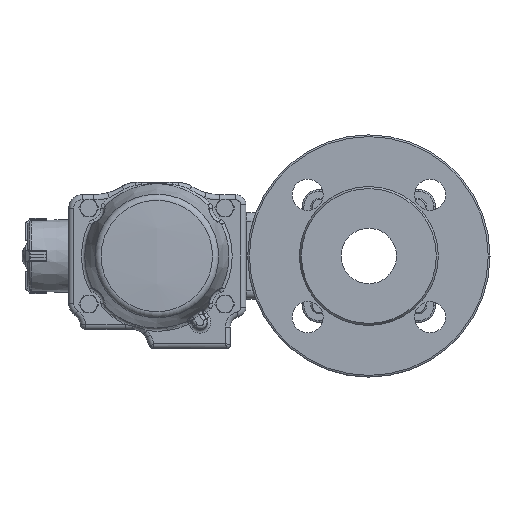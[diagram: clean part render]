
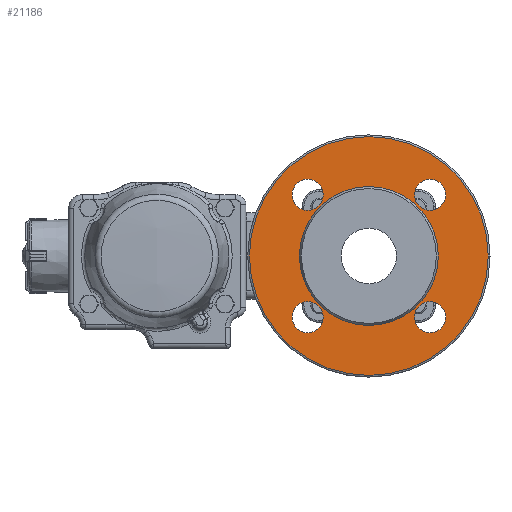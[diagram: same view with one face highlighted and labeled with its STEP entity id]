
A CAD part, left-side view. The second image highlights one B-rep face of the part: STEP entity #21186.
In plain terms, the highlighted planar face has unit normal (-1, 0, 0).
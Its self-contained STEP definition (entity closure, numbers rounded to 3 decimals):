
#860=PLANE('',#22920);
#1576=CIRCLE('',#22921,69.);
#1577=CIRCLE('',#22922,40.13);
#1578=CIRCLE('',#22923,9.);
#1579=CIRCLE('',#22924,9.);
#1580=CIRCLE('',#22925,9.);
#1581=CIRCLE('',#22926,9.);
#7357=ORIENTED_EDGE('',*,*,#12739,.T.);
#7358=ORIENTED_EDGE('',*,*,#12740,.F.);
#7359=ORIENTED_EDGE('',*,*,#12741,.F.);
#7360=ORIENTED_EDGE('',*,*,#12742,.F.);
#7361=ORIENTED_EDGE('',*,*,#12743,.F.);
#7362=ORIENTED_EDGE('',*,*,#12744,.F.);
#12739=EDGE_CURVE('',#15422,#15422,#1576,.T.);
#12740=EDGE_CURVE('',#15423,#15423,#1577,.T.);
#12741=EDGE_CURVE('',#15424,#15424,#1578,.T.);
#12742=EDGE_CURVE('',#15425,#15425,#1579,.T.);
#12743=EDGE_CURVE('',#15426,#15426,#1580,.T.);
#12744=EDGE_CURVE('',#15427,#15427,#1581,.T.);
#15422=VERTEX_POINT('',#53078);
#15423=VERTEX_POINT('',#53080);
#15424=VERTEX_POINT('',#53082);
#15425=VERTEX_POINT('',#53084);
#15426=VERTEX_POINT('',#53086);
#15427=VERTEX_POINT('',#53088);
#17837=EDGE_LOOP('',(#7357));
#17838=EDGE_LOOP('',(#7358));
#17839=EDGE_LOOP('',(#7359));
#17840=EDGE_LOOP('',(#7360));
#17841=EDGE_LOOP('',(#7361));
#17842=EDGE_LOOP('',(#7362));
#19469=FACE_BOUND('',#17837,.T.);
#19470=FACE_BOUND('',#17838,.T.);
#19471=FACE_BOUND('',#17839,.T.);
#19472=FACE_BOUND('',#17840,.T.);
#19473=FACE_BOUND('',#17841,.T.);
#19474=FACE_BOUND('',#17842,.T.);
#21186=ADVANCED_FACE('',(#19469,#19470,#19471,#19472,#19473,#19474),#860,
 .F.);
#22920=AXIS2_PLACEMENT_3D('',#53076,#26178,#26179);
#22921=AXIS2_PLACEMENT_3D('',#53077,#26180,#26181);
#22922=AXIS2_PLACEMENT_3D('',#53079,#26182,#26183);
#22923=AXIS2_PLACEMENT_3D('',#53081,#26184,#26185);
#22924=AXIS2_PLACEMENT_3D('',#53083,#26186,#26187);
#22925=AXIS2_PLACEMENT_3D('',#53085,#26188,#26189);
#22926=AXIS2_PLACEMENT_3D('',#53087,#26190,#26191);
#26178=DIRECTION('',(1.,0.,0.));
#26179=DIRECTION('',(0.,0.,-1.));
#26180=DIRECTION('',(-1.,0.,0.));
#26181=DIRECTION('',(0.,0.,1.));
#26182=DIRECTION('',(-1.,0.,0.));
#26183=DIRECTION('',(0.,0.,1.));
#26184=DIRECTION('',(-1.,0.,0.));
#26185=DIRECTION('',(0.,0.,-1.));
#26186=DIRECTION('',(-1.,0.,0.));
#26187=DIRECTION('',(0.,0.,-1.));
#26188=DIRECTION('',(-1.,0.,0.));
#26189=DIRECTION('',(0.,0.,-1.));
#26190=DIRECTION('',(-1.,0.,0.));
#26191=DIRECTION('',(0.,0.,-1.));
#53076=CARTESIAN_POINT('',(432.126,495.543,0.));
#53077=CARTESIAN_POINT('',(432.126,648.178,0.));
#53078=CARTESIAN_POINT('',(432.126,648.178,69.));
#53079=CARTESIAN_POINT('',(432.126,648.178,0.));
#53080=CARTESIAN_POINT('',(432.126,648.178,40.13));
#53081=CARTESIAN_POINT('',(432.126,683.533,35.355));
#53082=CARTESIAN_POINT('',(432.126,683.533,26.355));
#53083=CARTESIAN_POINT('',(432.126,683.533,-35.355));
#53084=CARTESIAN_POINT('',(432.126,683.533,-44.355));
#53085=CARTESIAN_POINT('',(432.126,612.822,-35.355));
#53086=CARTESIAN_POINT('',(432.126,612.822,-44.355));
#53087=CARTESIAN_POINT('',(432.126,612.822,35.355));
#53088=CARTESIAN_POINT('',(432.126,612.822,26.355));
